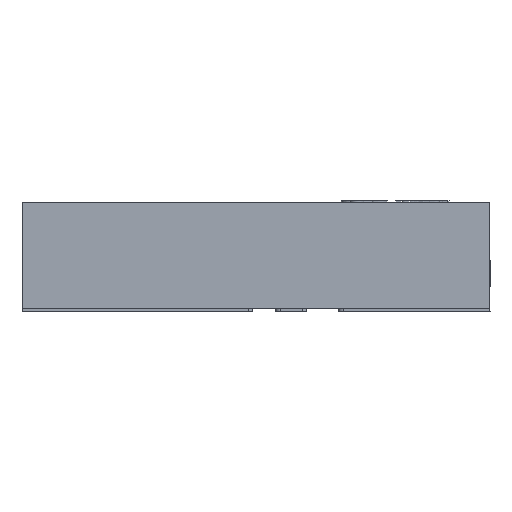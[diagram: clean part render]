
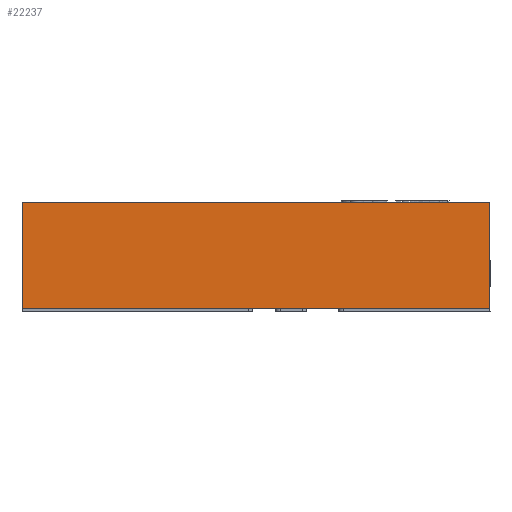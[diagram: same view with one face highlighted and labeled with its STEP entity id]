
A CAD part, front view. The second image highlights one B-rep face of the part: STEP entity #22237.
In plain terms, the highlighted planar face has unit normal (0, -1, 0).
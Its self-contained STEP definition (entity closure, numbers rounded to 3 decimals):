
#844 = AXIS2_PLACEMENT_3D ( 'NONE', #27725, #25300, #23342 ) ;
#1989 = VERTEX_POINT ( 'NONE', #25574 ) ;
#3438 = ORIENTED_EDGE ( 'NONE', *, *, #8598, .T. ) ;
#3844 = LINE ( 'NONE', #19810, #25952 ) ;
#4117 = CARTESIAN_POINT ( 'NONE',  ( -1.5, -1.5, 0.02 ) ) ;
#4237 = VERTEX_POINT ( 'NONE', #4117 ) ;
#5231 = EDGE_LOOP ( 'NONE', ( #23582, #24987, #5810, #3438 ) ) ;
#5810 = ORIENTED_EDGE ( 'NONE', *, *, #6491, .F. ) ;
#6077 = CARTESIAN_POINT ( 'NONE',  ( 1.5, -1.5, 0.02 ) ) ;
#6491 = EDGE_CURVE ( 'NONE', #23935, #1989, #11444, .T. ) ;
#6654 = DIRECTION ( 'NONE',  ( 1., 0., 0. ) ) ;
#6747 = EDGE_CURVE ( 'NONE', #4237, #16279, #12106, .T. ) ;
#7109 = FACE_OUTER_BOUND ( 'NONE', #5231, .T. ) ;
#8175 = VECTOR ( 'NONE', #6654, 1000. ) ;
#8598 = EDGE_CURVE ( 'NONE', #23935, #4237, #3844, .T. ) ;
#8851 = LINE ( 'NONE', #20152, #25932 ) ;
#11444 = LINE ( 'NONE', #15806, #8175 ) ;
#12106 = LINE ( 'NONE', #16475, #20229 ) ;
#13861 = PLANE ( 'NONE',  #844 ) ;
#15806 = CARTESIAN_POINT ( 'NONE',  ( -1.5, -1.5, 0.7 ) ) ;
#16279 = VERTEX_POINT ( 'NONE', #6077 ) ;
#16475 = CARTESIAN_POINT ( 'NONE',  ( -1.5, -1.5, 0.02 ) ) ;
#19810 = CARTESIAN_POINT ( 'NONE',  ( -1.5, -1.5, 0.7 ) ) ;
#20152 = CARTESIAN_POINT ( 'NONE',  ( 1.5, -1.5, 0.7 ) ) ;
#20229 = VECTOR ( 'NONE', #21347, 1000. ) ;
#21347 = DIRECTION ( 'NONE',  ( 1., 0., 0. ) ) ;
#22237 = ADVANCED_FACE ( 'NONE', ( #7109 ), #13861, .F. ) ;
#23342 = DIRECTION ( 'NONE',  ( 0., 0., 1. ) ) ;
#23582 = ORIENTED_EDGE ( 'NONE', *, *, #6747, .T. ) ;
#23935 = VERTEX_POINT ( 'NONE', #26832 ) ;
#24987 = ORIENTED_EDGE ( 'NONE', *, *, #29752, .F. ) ;
#25300 = DIRECTION ( 'NONE',  ( 0., 1., 0. ) ) ;
#25574 = CARTESIAN_POINT ( 'NONE',  ( 1.5, -1.5, 0.7 ) ) ;
#25932 = VECTOR ( 'NONE', #29308, 1000. ) ;
#25952 = VECTOR ( 'NONE', #28974, 1000. ) ;
#26832 = CARTESIAN_POINT ( 'NONE',  ( -1.5, -1.5, 0.7 ) ) ;
#27725 = CARTESIAN_POINT ( 'NONE',  ( -1.5, -1.5, 0.7 ) ) ;
#28974 = DIRECTION ( 'NONE',  ( 0., 0., -1. ) ) ;
#29308 = DIRECTION ( 'NONE',  ( 0., 0., -1. ) ) ;
#29752 = EDGE_CURVE ( 'NONE', #1989, #16279, #8851, .T. ) ;
